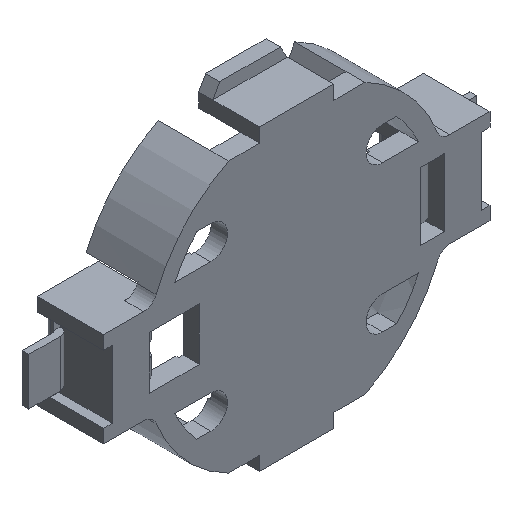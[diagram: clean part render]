
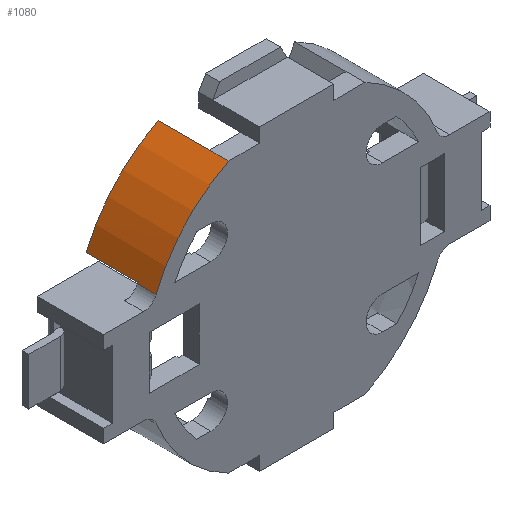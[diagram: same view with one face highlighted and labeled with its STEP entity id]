
A CAD part, isometric view. The second image highlights one B-rep face of the part: STEP entity #1080.
In plain terms, the highlighted cylindrical face has radius 11.2 mm (diameter 22.4 mm), a partial arc.
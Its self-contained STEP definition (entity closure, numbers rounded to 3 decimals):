
#52 = VERTEX_POINT ( 'NONE', #2842 ) ;
#90 = ORIENTED_EDGE ( 'NONE', *, *, #2365, .T. ) ;
#383 = CARTESIAN_POINT ( 'NONE',  ( -10.41, 1.4, 4.131 ) ) ;
#450 = EDGE_CURVE ( 'NONE', #625, #4628, #4014, .T. ) ;
#512 = DIRECTION ( 'NONE',  ( 0., 0., -1. ) ) ;
#625 = VERTEX_POINT ( 'NONE', #2051 ) ;
#680 = CARTESIAN_POINT ( 'NONE',  ( -5.044, 5.2, 10. ) ) ;
#751 = ORIENTED_EDGE ( 'NONE', *, *, #6050, .F. ) ;
#975 = FACE_OUTER_BOUND ( 'NONE', #7289, .T. ) ;
#1080 = ADVANCED_FACE ( 'NONE', ( #975 ), #6289, .T. ) ;
#1140 = DIRECTION ( 'NONE',  ( 0., 0., 1. ) ) ;
#1248 = CARTESIAN_POINT ( 'NONE',  ( -10.41, 0., 4.131 ) ) ;
#1250 = CARTESIAN_POINT ( 'NONE',  ( -5.044, 5.2, 10. ) ) ;
#1453 = ORIENTED_EDGE ( 'NONE', *, *, #4413, .F. ) ;
#1841 = DIRECTION ( 'NONE',  ( 0., -1., 0. ) ) ;
#1925 = LINE ( 'NONE', #680, #7332 ) ;
#1938 = VERTEX_POINT ( 'NONE', #1248 ) ;
#2051 = CARTESIAN_POINT ( 'NONE',  ( -10.383, 1.4, 4.2 ) ) ;
#2283 = LINE ( 'NONE', #1250, #4299 ) ;
#2315 = CARTESIAN_POINT ( 'NONE',  ( -10.383, 5.2, 4.2 ) ) ;
#2365 = EDGE_CURVE ( 'NONE', #52, #3646, #6924, .T. ) ;
#2417 = DIRECTION ( 'NONE',  ( 0., -1., 0. ) ) ;
#2629 = AXIS2_PLACEMENT_3D ( 'NONE', #6992, #6421, #1140 ) ;
#2842 = CARTESIAN_POINT ( 'NONE',  ( -5.044, 5.2, 10. ) ) ;
#2884 = AXIS2_PLACEMENT_3D ( 'NONE', #6930, #5185, #2935 ) ;
#2920 = AXIS2_PLACEMENT_3D ( 'NONE', #3595, #1841, #5957 ) ;
#2935 = DIRECTION ( 'NONE',  ( 0., 0., -1. ) ) ;
#3036 = DIRECTION ( 'NONE',  ( 0., 1., 0. ) ) ;
#3143 = EDGE_CURVE ( 'NONE', #4964, #1938, #3612, .T. ) ;
#3170 = ORIENTED_EDGE ( 'NONE', *, *, #3769, .F. ) ;
#3508 = VECTOR ( 'NONE', #3036, 1000. ) ;
#3532 = EDGE_CURVE ( 'NONE', #625, #3646, #6349, .T. ) ;
#3595 = CARTESIAN_POINT ( 'NONE',  ( 0., 1.4, 0. ) ) ;
#3612 = CIRCLE ( 'NONE', #5580, 11.2 ) ;
#3646 = VERTEX_POINT ( 'NONE', #2315 ) ;
#3766 = CARTESIAN_POINT ( 'NONE',  ( -10.383, 1.4, 4.2 ) ) ;
#3769 = EDGE_CURVE ( 'NONE', #1938, #4628, #6801, .T. ) ;
#4014 = CIRCLE ( 'NONE', #2920, 11.2 ) ;
#4241 = VERTEX_POINT ( 'NONE', #6328 ) ;
#4265 = ORIENTED_EDGE ( 'NONE', *, *, #450, .T. ) ;
#4299 = VECTOR ( 'NONE', #5975, 1000. ) ;
#4379 = CARTESIAN_POINT ( 'NONE',  ( 0., 0., 0. ) ) ;
#4413 = EDGE_CURVE ( 'NONE', #52, #4241, #1925, .T. ) ;
#4628 = VERTEX_POINT ( 'NONE', #383 ) ;
#4786 = VECTOR ( 'NONE', #6693, 1000. ) ;
#4792 = CARTESIAN_POINT ( 'NONE',  ( -10.41, 5.2, 4.131 ) ) ;
#4964 = VERTEX_POINT ( 'NONE', #6614 ) ;
#5024 = DIRECTION ( 'NONE',  ( 0., -1., 0. ) ) ;
#5185 = DIRECTION ( 'NONE',  ( 0., -1., 0. ) ) ;
#5580 = AXIS2_PLACEMENT_3D ( 'NONE', #4379, #5024, #512 ) ;
#5957 = DIRECTION ( 'NONE',  ( 0., 0., -1. ) ) ;
#5975 = DIRECTION ( 'NONE',  ( 0., -1., 0. ) ) ;
#6050 = EDGE_CURVE ( 'NONE', #4241, #4964, #2283, .T. ) ;
#6179 = ORIENTED_EDGE ( 'NONE', *, *, #3143, .F. ) ;
#6289 = CYLINDRICAL_SURFACE ( 'NONE', #2629, 11.2 ) ;
#6328 = CARTESIAN_POINT ( 'NONE',  ( -5.044, 1.4, 10. ) ) ;
#6349 = LINE ( 'NONE', #3766, #4786 ) ;
#6421 = DIRECTION ( 'NONE',  ( 0., -1., 0. ) ) ;
#6614 = CARTESIAN_POINT ( 'NONE',  ( -5.044, 0., 10. ) ) ;
#6683 = ORIENTED_EDGE ( 'NONE', *, *, #3532, .F. ) ;
#6693 = DIRECTION ( 'NONE',  ( 0., 1., 0. ) ) ;
#6801 = LINE ( 'NONE', #4792, #3508 ) ;
#6924 = CIRCLE ( 'NONE', #2884, 11.2 ) ;
#6930 = CARTESIAN_POINT ( 'NONE',  ( 0., 5.2, 0. ) ) ;
#6992 = CARTESIAN_POINT ( 'NONE',  ( 0., 5.2, 0. ) ) ;
#7289 = EDGE_LOOP ( 'NONE', ( #4265, #3170, #6179, #751, #1453, #90, #6683 ) ) ;
#7332 = VECTOR ( 'NONE', #2417, 1000. ) ;
